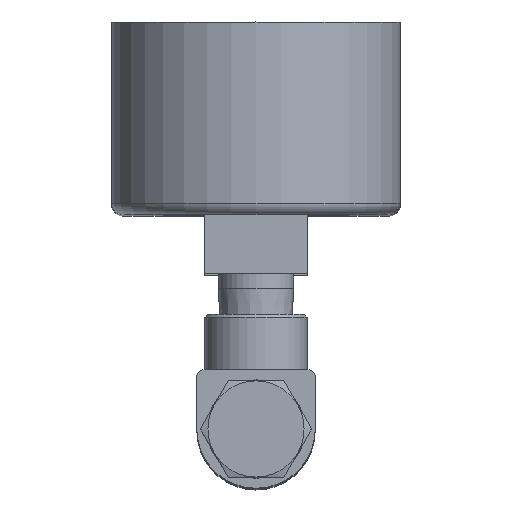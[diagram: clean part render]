
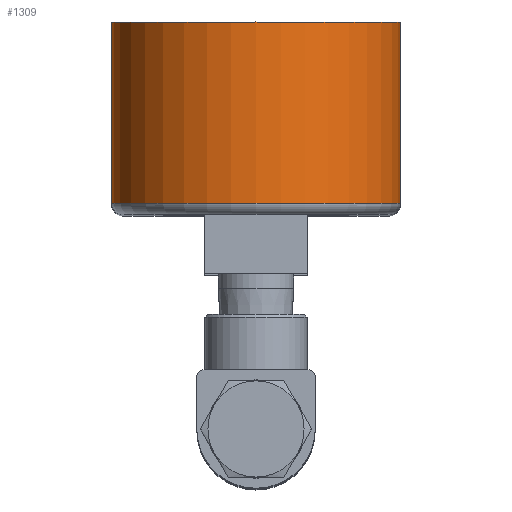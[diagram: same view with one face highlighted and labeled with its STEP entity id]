
A CAD part, top view. The second image highlights one B-rep face of the part: STEP entity #1309.
In plain terms, the highlighted cylindrical face has radius 19.5 mm (diameter 39 mm), a full revolution.
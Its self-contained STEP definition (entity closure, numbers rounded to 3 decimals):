
#93=CYLINDRICAL_SURFACE('',#1526,19.5);
#472=ORIENTED_EDGE('',*,*,#653,.F.);
#473=ORIENTED_EDGE('',*,*,#652,.T.);
#652=EDGE_CURVE('',#777,#777,#858,.T.);
#653=EDGE_CURVE('',#778,#778,#859,.T.);
#777=VERTEX_POINT('',#2465);
#778=VERTEX_POINT('',#2468);
#858=CIRCLE('',#1525,19.5);
#859=CIRCLE('',#1527,19.5);
#1007=EDGE_LOOP('',(#472));
#1008=EDGE_LOOP('',(#473));
#1182=FACE_BOUND('',#1007,.T.);
#1183=FACE_BOUND('',#1008,.T.);
#1309=ADVANCED_FACE('',(#1182,#1183),#93,.T.);
#1525=AXIS2_PLACEMENT_3D('',#2464,#1858,#1859);
#1526=AXIS2_PLACEMENT_3D('',#2466,#1860,#1861);
#1527=AXIS2_PLACEMENT_3D('',#2467,#1862,#1863);
#1858=DIRECTION('',(1.,0.,0.));
#1859=DIRECTION('',(0.,0.,-1.));
#1860=DIRECTION('',(1.,0.,0.));
#1861=DIRECTION('',(0.,0.,-1.));
#1862=DIRECTION('',(1.,0.,0.));
#1863=DIRECTION('',(0.,0.,-1.));
#2464=CARTESIAN_POINT('',(9.5,0.,0.));
#2465=CARTESIAN_POINT('',(9.5,0.,-19.5));
#2466=CARTESIAN_POINT('',(34.,0.,0.));
#2467=CARTESIAN_POINT('',(34.,0.,0.));
#2468=CARTESIAN_POINT('',(34.,0.,-19.5));
